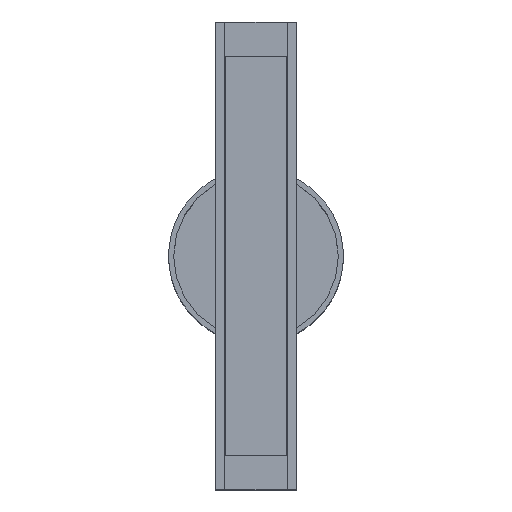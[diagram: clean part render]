
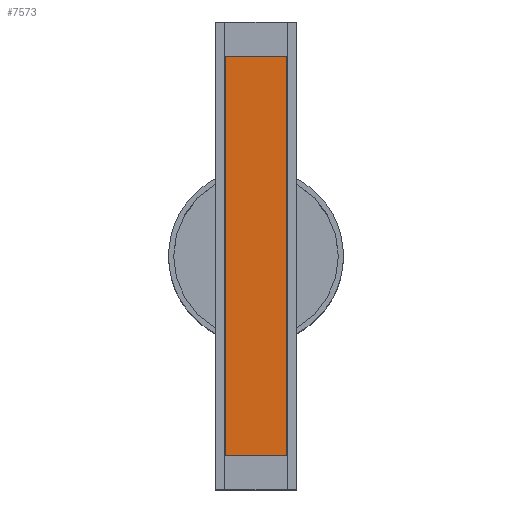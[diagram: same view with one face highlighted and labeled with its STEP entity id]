
A CAD part, top view. The second image highlights one B-rep face of the part: STEP entity #7573.
In plain terms, the highlighted planar face has unit normal (0, 0, 1).
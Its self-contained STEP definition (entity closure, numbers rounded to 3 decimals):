
#151=FACE_OUTER_BOUND('',#531,.T.);
#531=EDGE_LOOP('',(#5555,#5556,#5557,#5558));
#1169=LINE('',#10872,#2278);
#1170=LINE('',#10874,#2279);
#1171=LINE('',#10876,#2280);
#1172=LINE('',#10877,#2281);
#2278=VECTOR('',#8875,9.8);
#2279=VECTOR('',#8876,64.);
#2280=VECTOR('',#8877,9.8);
#2281=VECTOR('',#8878,64.);
#3259=VERTEX_POINT('',#10870);
#3260=VERTEX_POINT('',#10871);
#3261=VERTEX_POINT('',#10873);
#3262=VERTEX_POINT('',#10875);
#4126=EDGE_CURVE('',#3259,#3260,#1169,.T.);
#4127=EDGE_CURVE('',#3261,#3259,#1170,.T.);
#4128=EDGE_CURVE('',#3262,#3261,#1171,.T.);
#4129=EDGE_CURVE('',#3260,#3262,#1172,.T.);
#5555=ORIENTED_EDGE('',*,*,#4126,.F.);
#5556=ORIENTED_EDGE('',*,*,#4127,.F.);
#5557=ORIENTED_EDGE('',*,*,#4128,.F.);
#5558=ORIENTED_EDGE('',*,*,#4129,.F.);
#7195=PLANE('',#7975);
#7573=ADVANCED_FACE('',(#151),#7195,.T.);
#7975=AXIS2_PLACEMENT_3D('',#10869,#8873,#8874);
#8873=DIRECTION('center_axis',(0.,0.,1.));
#8874=DIRECTION('ref_axis',(1.,0.,0.));
#8875=DIRECTION('',(-1.,0.,0.));
#8876=DIRECTION('',(0.,-1.,0.));
#8877=DIRECTION('',(1.,0.,0.));
#8878=DIRECTION('',(0.,1.,0.));
#10869=CARTESIAN_POINT('Origin',(0.,0.,
16.1));
#10870=CARTESIAN_POINT('',(4.9,-32.,16.1));
#10871=CARTESIAN_POINT('',(-4.9,-32.,16.1));
#10872=CARTESIAN_POINT('',(4.9,-32.,16.1));
#10873=CARTESIAN_POINT('',(4.9,32.,16.1));
#10874=CARTESIAN_POINT('',(4.9,32.,16.1));
#10875=CARTESIAN_POINT('',(-4.9,32.,16.1));
#10876=CARTESIAN_POINT('',(-4.9,32.,16.1));
#10877=CARTESIAN_POINT('',(-4.9,-32.,16.1));
